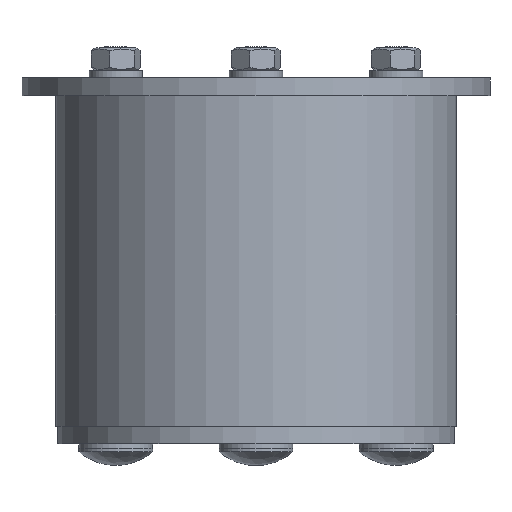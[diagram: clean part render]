
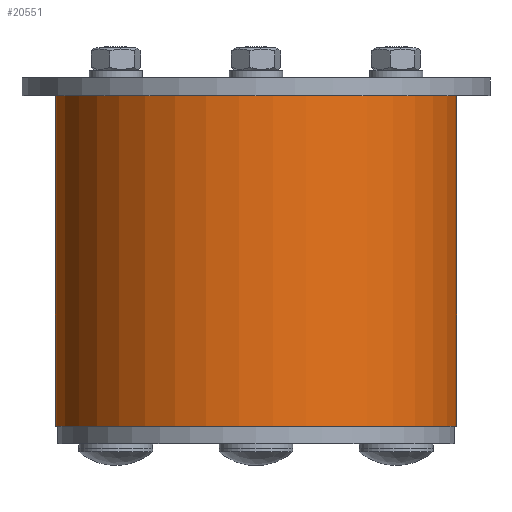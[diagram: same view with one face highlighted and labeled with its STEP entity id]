
A CAD part, front view. The second image highlights one B-rep face of the part: STEP entity #20551.
In plain terms, the highlighted cylindrical face has radius 45 mm (diameter 90 mm), a partial arc.
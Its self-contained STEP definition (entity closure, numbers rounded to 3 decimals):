
#11267=CARTESIAN_POINT('',(44.997,-0.5,74.0));
#11268=VERTEX_POINT('',#11267);
#11269=CARTESIAN_POINT('',(-44.997,-0.5,74.0));
#11270=VERTEX_POINT('',#11269);
#11271=CARTESIAN_POINT('',(0.0,0.0,74.0));
#11272=DIRECTION('',(0.0,0.0,1.0));
#11273=DIRECTION('',(-1.,0.011,0.0));
#11274=AXIS2_PLACEMENT_3D('',#11271,#11272,#11273);
#11275=CIRCLE('',#11274,45.);
#11276=EDGE_CURVE('',#11268,#11270,#11275,.T.);
#20459=CARTESIAN_POINT('',(44.997,-0.5,0.0));
#20460=VERTEX_POINT('',#20459);
#20469=CARTESIAN_POINT('',(44.997,-0.5,0.0));
#20470=DIRECTION('',(0.0,0.0,1.0));
#20471=VECTOR('',#20470,74.0);
#20472=LINE('',#20469,#20471);
#20473=EDGE_CURVE('',#20460,#11268,#20472,.T.);
#20515=CARTESIAN_POINT('',(-44.997,-0.5,0.0));
#20516=VERTEX_POINT('',#20515);
#20525=CARTESIAN_POINT('',(-44.997,-0.5,0.0));
#20526=DIRECTION('',(0.0,0.0,1.0));
#20527=VECTOR('',#20526,74.0);
#20528=LINE('',#20525,#20527);
#20529=EDGE_CURVE('',#20516,#11270,#20528,.T.);
#20534=CARTESIAN_POINT('',(0.0,0.0,0.0));
#20535=DIRECTION('',(0.0,0.0,1.0));
#20536=DIRECTION('',(-1.,0.011,0.0));
#20537=AXIS2_PLACEMENT_3D('',#20534,#20535,#20536);
#20538=CYLINDRICAL_SURFACE('',#20537,45.);
#20539=CARTESIAN_POINT('',(0.0,0.0,0.0));
#20540=DIRECTION('',(0.0,0.0,-1.0));
#20541=DIRECTION('',(-1.,0.011,0.0));
#20542=AXIS2_PLACEMENT_3D('',#20539,#20540,#20541);
#20543=CIRCLE('',#20542,45.);
#20544=EDGE_CURVE('',#20516,#20460,#20543,.T.);
#20545=ORIENTED_EDGE('',*,*,#20544,.F.);
#20546=ORIENTED_EDGE('',*,*,#20529,.T.);
#20547=ORIENTED_EDGE('',*,*,#11276,.F.);
#20548=ORIENTED_EDGE('',*,*,#20473,.F.);
#20549=EDGE_LOOP('',(#20545,#20546,#20547,#20548));
#20550=FACE_OUTER_BOUND('',#20549,.T.);
#20551=ADVANCED_FACE('',(#20550),#20538,.T.);
